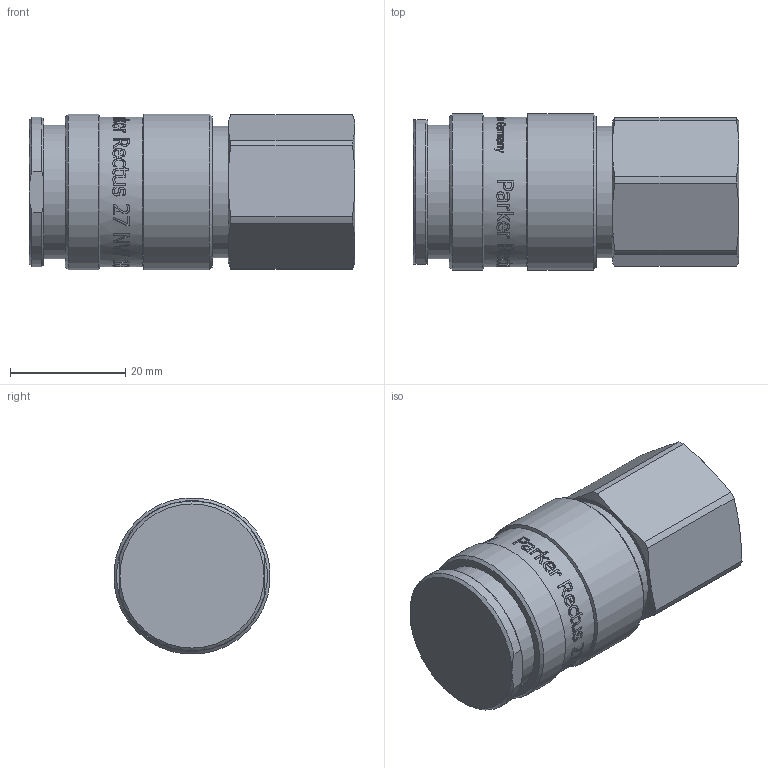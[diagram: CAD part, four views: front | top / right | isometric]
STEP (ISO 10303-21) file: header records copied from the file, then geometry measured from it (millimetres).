
FILE_DESCRIPTION((''),'2;1');
FILE_NAME('27kbiw21rvx.stp','2013-07-01T08:33:59',('IA176480'),(''),'Autodesk Inventor 2013','Autodesk Inventor 2013','');
FILE_SCHEMA(('AUTOMOTIVE_DESIGN { 1 0 10303 214 1 1 1 1 }'));
Length unit declared in the file: millimetre
Products named in the file (1): D105216
Bounding box: 56.5 x 27.05 x 27.05 mm (x, y, z)
Volume: 23807.6 mm3; surface area: 10630.2 mm2
Topology: 2 solids, 2 shells, 822 faces, 2221 edges, 1472 vertices
Faces by surface type: bspline 385, plane 319, cylinder 87, cone 31
Full cylindrical faces by diameter (mm): 20 x1, 20.3 x1, 20.95 x1, 20.955 x1, 22.75 x1, 23.1 x1, 23.35 x1, 23.55 x1, 26 x1, 27.15 x2
Entity records: 126135 total; most frequent: CARTESIAN_POINT 107957, ORIENTED_EDGE 4364, EDGE_CURVE 2182, DIRECTION 2175, VERTEX_POINT 1462, B_SPLINE_CURVE_WITH_KNOTS 1066, EDGE_LOOP 918, VECTOR 865
